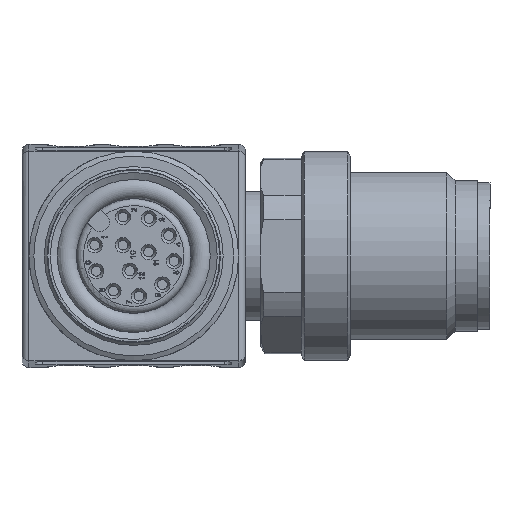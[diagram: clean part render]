
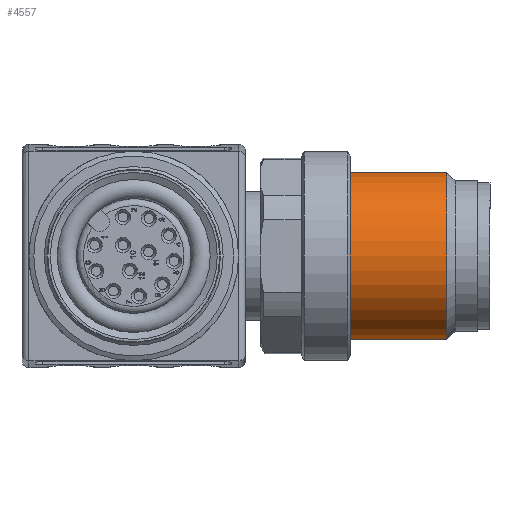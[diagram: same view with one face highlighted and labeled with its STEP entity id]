
A CAD part, left-side view. The second image highlights one B-rep face of the part: STEP entity #4557.
In plain terms, the highlighted cylindrical face has radius 6 mm (diameter 12 mm), a full revolution.
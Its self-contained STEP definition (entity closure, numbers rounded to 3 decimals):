
#4557=ADVANCED_FACE('',(#5518,#5519),#5361,.T.);
#5361=CYLINDRICAL_SURFACE('',#14589,6.);
#5518=FACE_BOUND('',#5849,.T.);
#5519=FACE_BOUND('',#5850,.T.);
#5849=EDGE_LOOP('',(#7131));
#5850=EDGE_LOOP('',(#7132));
#7131=ORIENTED_EDGE('',*,*,#12256,.F.);
#7132=ORIENTED_EDGE('',*,*,#12257,.T.);
#10873=VERTEX_POINT('',#18743);
#10874=VERTEX_POINT('',#18746);
#12256=EDGE_CURVE('',#10873,#10873,#14146,.T.);
#12257=EDGE_CURVE('',#10874,#10874,#14147,.T.);
#14146=CIRCLE('',#14586,6.);
#14147=CIRCLE('',#14588,6.);
#14586=AXIS2_PLACEMENT_3D('',#18742,#15762,#15763);
#14588=AXIS2_PLACEMENT_3D('',#18745,#15766,#15767);
#14589=AXIS2_PLACEMENT_3D('',#18747,#15768,#15769);
#15762=DIRECTION('',(0.,-1.,0.));
#15763=DIRECTION('',(0.5,0.,-0.866));
#15766=DIRECTION('',(0.,-1.,0.));
#15767=DIRECTION('',(0.866,0.,-0.5));
#15768=DIRECTION('',(0.,-1.,0.));
#15769=DIRECTION('',(0.5,0.,-0.866));
#18742=CARTESIAN_POINT('',(177.101,-22.4,0.));
#18743=CARTESIAN_POINT('',(180.101,-22.4,-5.196));
#18745=CARTESIAN_POINT('',(177.101,-15.5,0.));
#18746=CARTESIAN_POINT('',(182.297,-15.5,-3.));
#18747=CARTESIAN_POINT('',(177.101,-24.5,0.));
